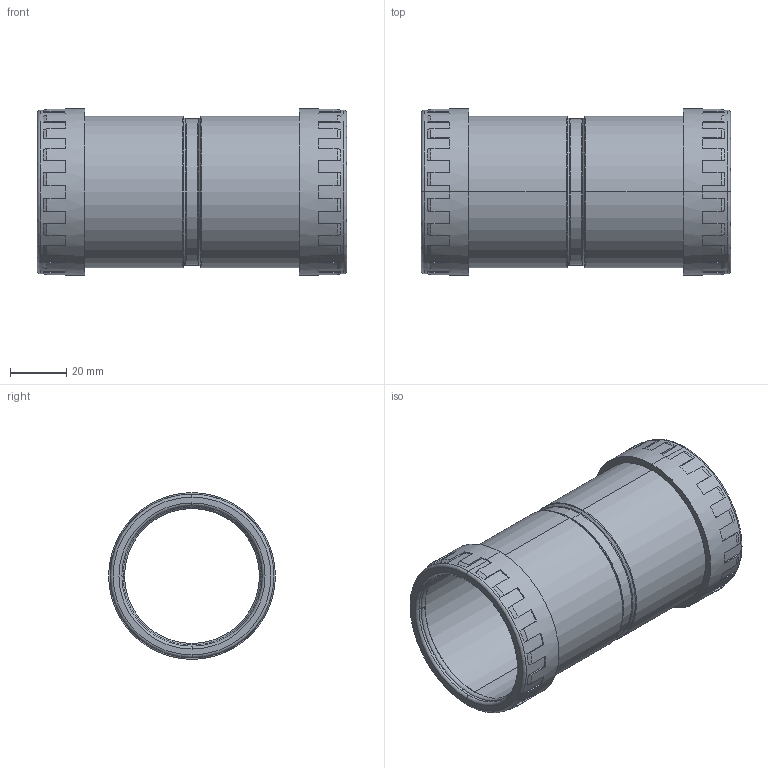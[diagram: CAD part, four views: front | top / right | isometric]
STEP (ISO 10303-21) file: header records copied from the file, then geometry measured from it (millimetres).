
FILE_DESCRIPTION (( 'STEP AP214' ), '1' );
FILE_NAME ('CTA10D-MS50-K41-015 - Ìóôòà òðóáà-òðóáà MS50 IP65.STEP', '2016-06-21T08:36:40', ( '' ), ( '' ), 'SwSTEP 2.0', 'SolidWorks 2014', '' );
FILE_SCHEMA (( 'AUTOMOTIVE_DESIGN' ));
Length unit declared in the file: millimetre
Products named in the file (1): CTA10D-MS50-K41-015 - Ìóôòà òðóáà-òðóáà MS50 IP65
Bounding box: 110 x 59.2 x 59.2 mm (x, y, z)
Volume: 50479.2 mm3; surface area: 40962.4 mm2
Topology: 1 solids, 5 shells, 240 faces, 644 edges, 416 vertices
Faces by surface type: plane 132, cone 48, cylinder 32, torus 24, bspline 4
Entity records: 7760 total; most frequent: CARTESIAN_POINT 1613, DIRECTION 1314, ORIENTED_EDGE 1288, EDGE_CURVE 644, AXIS2_PLACEMENT_3D 517, VERTEX_POINT 416, LINE 280, CIRCLE 280
